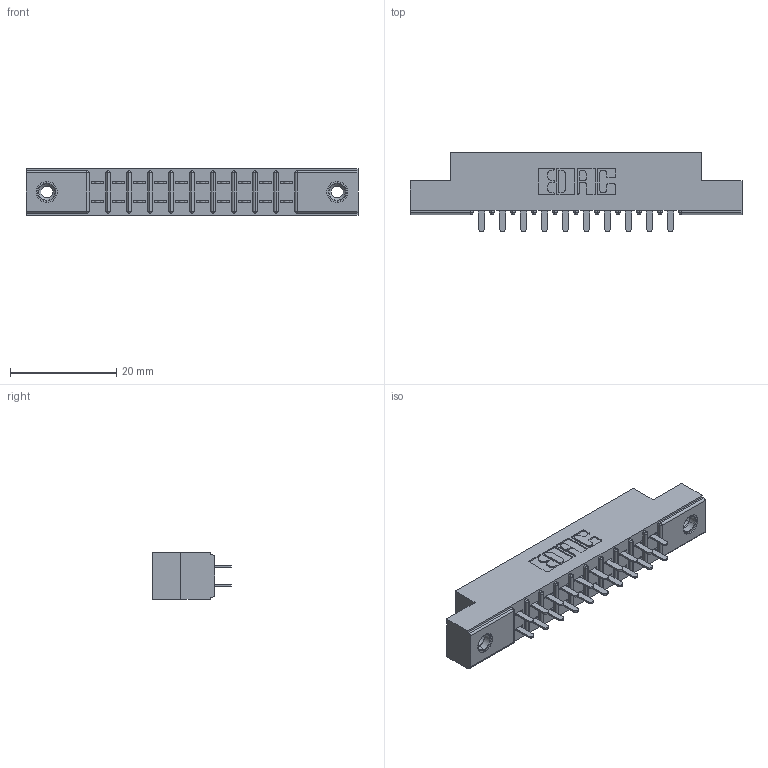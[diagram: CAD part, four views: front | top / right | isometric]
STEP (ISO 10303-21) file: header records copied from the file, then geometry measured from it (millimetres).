
FILE_DESCRIPTION (( 'STEP AP203' ), '1' );
FILE_NAME ('355-020-521-208.STEP', '2019-09-11T03:23:29', ( '' ), ( '' ), 'SwSTEP 2.0', 'SolidWorks 2016', '' );
FILE_SCHEMA (( 'CONFIG_CONTROL_DESIGN' ));
Length unit declared in the file: inch
Products named in the file (4): 345-250-001_345-250-003-102; 305 Part_.156 Dia; 355-020-521-208; 305-290-001_521
Assembly tree (23 placements, depth 2):
  355-020-521-208
    305 Part_.156 Dia
    305-290-001_521  x20
    345-250-001_345-250-003-102  x2
Bounding box: 62.64 x 14.86 x 8.71 mm (x, y, z)
Volume: 3917.6 mm3; surface area: 6641.2 mm2
Topology: 23 solids, 23 shells, 1096 faces, 3082 edges, 1992 vertices
Faces by surface type: plane 640, cylinder 400, sphere 40, cone 12, torus 4
Entity records: 15788 total; most frequent: CARTESIAN_POINT 2595, ORIENTED_EDGE 2564, DIRECTION 2546, EDGE_CURVE 1282, LINE 1000, VECTOR 1000, VERTEX_POINT 822, AXIS2_PLACEMENT_3D 773
